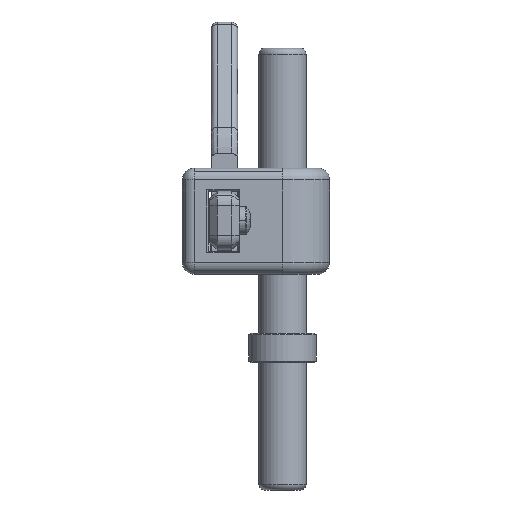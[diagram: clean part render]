
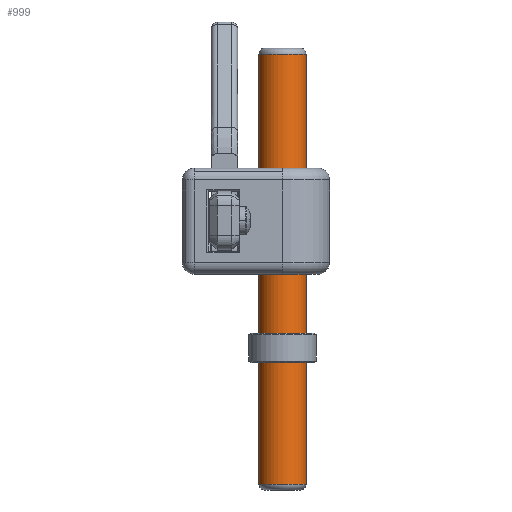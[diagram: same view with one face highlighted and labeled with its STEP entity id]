
A CAD part, left-side view. The second image highlights one B-rep face of the part: STEP entity #999.
In plain terms, the highlighted cylindrical face has radius 8 mm (diameter 16 mm), a partial arc.
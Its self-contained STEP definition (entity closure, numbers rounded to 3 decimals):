
#999=ADVANCED_FACE('',(#2096),#2097,.T.);
#2096=FACE_OUTER_BOUND('',#4340,.T.);
#2097=CYLINDRICAL_SURFACE('',#4341,8.0);
#4340=EDGE_LOOP('',(#7182,#7183,#7184,#7185));
#4341=AXIS2_PLACEMENT_3D('',#7186,#7187,#7188);
#7182=ORIENTED_EDGE('',*,*,#9043,.T.);
#7183=ORIENTED_EDGE('',*,*,#9196,.F.);
#7184=ORIENTED_EDGE('',*,*,#9045,.T.);
#7185=ORIENTED_EDGE('',*,*,#9499,.F.);
#7186=CARTESIAN_POINT('',(19.,-320.,-77.256));
#7187=DIRECTION('',(0.0,0.0,1.0));
#7188=DIRECTION('',(0.,-1.0,0.0));
#9043=EDGE_CURVE('',#10825,#10826,#10827,.T.);
#9045=EDGE_CURVE('',#10830,#10828,#10831,.T.);
#9196=EDGE_CURVE('',#10830,#10826,#11051,.T.);
#9499=EDGE_CURVE('',#10825,#10828,#11460,.T.);
#10825=VERTEX_POINT('',#16842);
#10826=VERTEX_POINT('',#16843);
#10827=LINE('',#16844,#16845);
#10828=VERTEX_POINT('',#16846);
#10830=VERTEX_POINT('',#16848);
#10831=LINE('',#16849,#16850);
#11051=CIRCLE('',#18156,8.0);
#11460=CIRCLE('',#19705,8.0);
#16842=CARTESIAN_POINT('',(19.,-328.,-75.256));
#16843=CARTESIAN_POINT('',(19.,-328.,70.744));
#16844=CARTESIAN_POINT('',(19.,-328.,-2.256));
#16845=VECTOR('',#21149,1.0);
#16846=CARTESIAN_POINT('',(19.,-312.,-75.256));
#16848=CARTESIAN_POINT('',(19.,-312.,70.744));
#16849=CARTESIAN_POINT('',(19.,-312.,-2.256));
#16850=VECTOR('',#21153,1.0);
#18156=AXIS2_PLACEMENT_3D('',#21273,#21274,#21275);
#19705=AXIS2_PLACEMENT_3D('',#21564,#21565,#21566);
#21149=DIRECTION('',(0.0,0.0,1.0));
#21153=DIRECTION('',(-0.0,-0.0,-1.0));
#21273=CARTESIAN_POINT('',(19.,-320.,70.744));
#21274=DIRECTION('',(0.0,-0.0,1.0));
#21275=DIRECTION('',(0.,1.0,0.0));
#21564=CARTESIAN_POINT('',(19.,-320.,-75.256));
#21565=DIRECTION('',(0.0,0.0,-1.0));
#21566=DIRECTION('',(0.,1.0,0.0));
